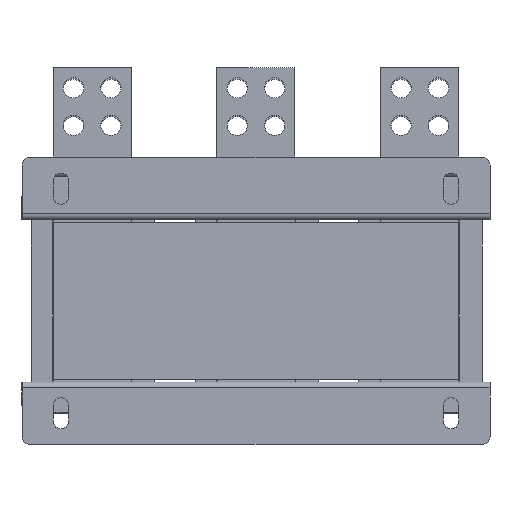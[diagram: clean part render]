
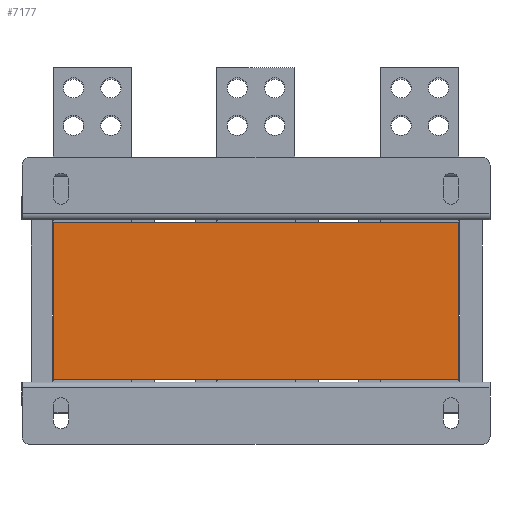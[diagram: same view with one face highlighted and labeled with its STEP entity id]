
A CAD part, front view. The second image highlights one B-rep face of the part: STEP entity #7177.
In plain terms, the highlighted planar face has unit normal (0, -1, 0).
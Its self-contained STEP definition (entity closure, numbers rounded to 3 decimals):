
#363 = ORIENTED_EDGE ( 'NONE', *, *, #5373, .T. ) ;
#559 = ORIENTED_EDGE ( 'NONE', *, *, #1962, .F. ) ;
#584 = AXIS2_PLACEMENT_3D ( 'NONE', #5957, #7151, #7117 ) ;
#661 = CARTESIAN_POINT ( 'NONE',  ( -130., -25., 101. ) ) ;
#697 = VERTEX_POINT ( 'NONE', #7014 ) ;
#1331 = DIRECTION ( 'NONE',  ( 0., 0., -1. ) ) ;
#1872 = EDGE_CURVE ( 'NONE', #3041, #2418, #6990, .T. ) ;
#1962 = EDGE_CURVE ( 'NONE', #2418, #4607, #2517, .T. ) ;
#1997 = FACE_OUTER_BOUND ( 'NONE', #3418, .T. ) ;
#2418 = VERTEX_POINT ( 'NONE', #3849 ) ;
#2517 = LINE ( 'NONE', #5333, #4860 ) ;
#2928 = DIRECTION ( 'NONE',  ( 0., 0., -1. ) ) ;
#3041 = VERTEX_POINT ( 'NONE', #4087 ) ;
#3418 = EDGE_LOOP ( 'NONE', ( #363, #559, #6642, #3890 ) ) ;
#3449 = VECTOR ( 'NONE', #5400, 1000. ) ;
#3849 = CARTESIAN_POINT ( 'NONE',  ( 130., -25., 101. ) ) ;
#3890 = ORIENTED_EDGE ( 'NONE', *, *, #5982, .T. ) ;
#3926 = VECTOR ( 'NONE', #5612, 1000. ) ;
#4087 = CARTESIAN_POINT ( 'NONE',  ( -130., -25., 101. ) ) ;
#4150 = LINE ( 'NONE', #661, #6472 ) ;
#4355 = LINE ( 'NONE', #6192, #3926 ) ;
#4525 = CARTESIAN_POINT ( 'NONE',  ( 130., -25., 0. ) ) ;
#4607 = VERTEX_POINT ( 'NONE', #4525 ) ;
#4860 = VECTOR ( 'NONE', #1331, 1000. ) ;
#5329 = CARTESIAN_POINT ( 'NONE',  ( -130., -25., 101. ) ) ;
#5333 = CARTESIAN_POINT ( 'NONE',  ( 130., -25., 101. ) ) ;
#5373 = EDGE_CURVE ( 'NONE', #697, #4607, #4355, .T. ) ;
#5382 = PLANE ( 'NONE',  #584 ) ;
#5400 = DIRECTION ( 'NONE',  ( 1., 0., 0. ) ) ;
#5612 = DIRECTION ( 'NONE',  ( 1., 0., 0. ) ) ;
#5957 = CARTESIAN_POINT ( 'NONE',  ( -130., -25., 101. ) ) ;
#5982 = EDGE_CURVE ( 'NONE', #3041, #697, #4150, .T. ) ;
#6192 = CARTESIAN_POINT ( 'NONE',  ( -130., -25., 0. ) ) ;
#6472 = VECTOR ( 'NONE', #2928, 1000. ) ;
#6642 = ORIENTED_EDGE ( 'NONE', *, *, #1872, .F. ) ;
#6990 = LINE ( 'NONE', #5329, #3449 ) ;
#7014 = CARTESIAN_POINT ( 'NONE',  ( -130., -25., 0. ) ) ;
#7117 = DIRECTION ( 'NONE',  ( 0., 0., 1. ) ) ;
#7151 = DIRECTION ( 'NONE',  ( 0., 1., 0. ) ) ;
#7177 = ADVANCED_FACE ( 'NONE', ( #1997 ), #5382, .F. ) ;
